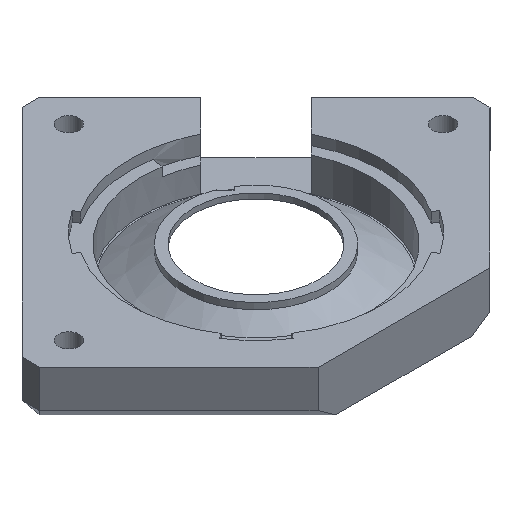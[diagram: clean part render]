
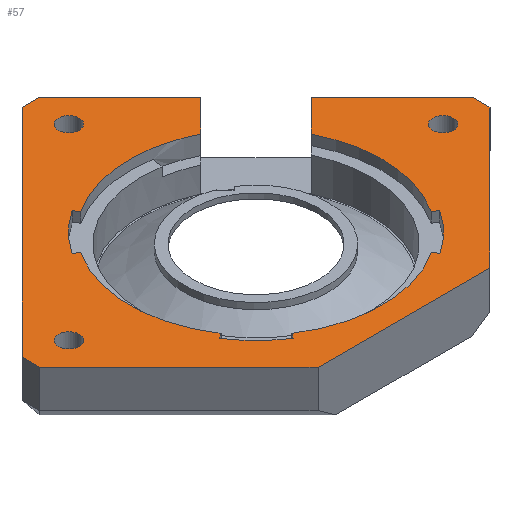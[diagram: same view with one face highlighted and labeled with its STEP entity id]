
A CAD part, isometric view. The second image highlights one B-rep face of the part: STEP entity #57.
In plain terms, the highlighted planar face has unit normal (0, 0, 1).
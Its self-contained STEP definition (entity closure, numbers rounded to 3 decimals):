
#21 = EDGE_CURVE('',#22,#24,#26,.T.);
#22 = VERTEX_POINT('',#23);
#23 = CARTESIAN_POINT('',(1.414,36.086,0.));
#24 = VERTEX_POINT('',#25);
#25 = CARTESIAN_POINT('',(14.331,23.169,0.));
#26 = LINE('',#27,#28);
#27 = CARTESIAN_POINT('',(0.,37.5,0.));
#28 = VECTOR('',#29,1.);
#29 = DIRECTION('',(0.707,-0.707,0.));
#57 = ADVANCED_FACE('',(#58,#259,#270,#281),#292,.F.);
#58 = FACE_BOUND('',#59,.F.);
#59 = EDGE_LOOP('',(#60,#68,#69,#77,#86,#95,#103,#112,#120,#129,#137,
    #146,#154,#163,#171,#180,#188,#197,#205,#213,#221,#229,#237,#245,
    #253));
#60 = ORIENTED_EDGE('',*,*,#61,.F.);
#61 = EDGE_CURVE('',#22,#62,#64,.T.);
#62 = VERTEX_POINT('',#63);
#63 = CARTESIAN_POINT('',(-1.414,36.086,0.));
#64 = LINE('',#65,#66);
#65 = CARTESIAN_POINT('',(0.,36.086,0.));
#66 = VECTOR('',#67,1.);
#67 = DIRECTION('',(-1.,0.,0.));
#68 = ORIENTED_EDGE('',*,*,#21,.T.);
#69 = ORIENTED_EDGE('',*,*,#70,.F.);
#70 = EDGE_CURVE('',#71,#24,#73,.T.);
#71 = VERTEX_POINT('',#72);
#72 = CARTESIAN_POINT('',(9.2,18.039,0.));
#73 = LINE('',#74,#75);
#74 = CARTESIAN_POINT('',(7.071,15.91,0.));
#75 = VECTOR('',#76,1.);
#76 = DIRECTION('',(0.707,0.707,0.));
#77 = ORIENTED_EDGE('',*,*,#78,.T.);
#78 = EDGE_CURVE('',#71,#79,#81,.T.);
#79 = VERTEX_POINT('',#80);
#80 = CARTESIAN_POINT('',(3.476,19.949,0.));
#81 = CIRCLE('',#82,20.25);
#82 = AXIS2_PLACEMENT_3D('',#83,#84,#85);
#83 = CARTESIAN_POINT('',(0.,0.,0.));
#84 = DIRECTION('',(0.,0.,1.));
#85 = DIRECTION('',(1.,0.,0.));
#86 = ORIENTED_EDGE('',*,*,#87,.T.);
#87 = EDGE_CURVE('',#79,#88,#90,.T.);
#88 = VERTEX_POINT('',#89);
#89 = CARTESIAN_POINT('',(-11.18,16.884,0.));
#90 = CIRCLE('',#91,20.25);
#91 = AXIS2_PLACEMENT_3D('',#92,#93,#94);
#92 = CARTESIAN_POINT('',(0.,0.,0.));
#93 = DIRECTION('',(0.,0.,1.));
#94 = DIRECTION('',(1.,0.,0.));
#95 = ORIENTED_EDGE('',*,*,#96,.T.);
#96 = EDGE_CURVE('',#88,#97,#99,.T.);
#97 = VERTEX_POINT('',#98);
#98 = CARTESIAN_POINT('',(-11.732,17.718,0.));
#99 = LINE('',#100,#101);
#100 = CARTESIAN_POINT('',(-11.18,16.884,0.));
#101 = VECTOR('',#102,1.);
#102 = DIRECTION('',(-0.552,0.834,0.));
#103 = ORIENTED_EDGE('',*,*,#104,.T.);
#104 = EDGE_CURVE('',#97,#105,#107,.T.);
#105 = VERTEX_POINT('',#106);
#106 = CARTESIAN_POINT('',(-17.678,11.792,0.));
#107 = CIRCLE('',#108,21.25);
#108 = AXIS2_PLACEMENT_3D('',#109,#110,#111);
#109 = CARTESIAN_POINT('',(0.,0.,0.));
#110 = DIRECTION('',(0.,0.,1.));
#111 = DIRECTION('',(1.,0.,0.));
#112 = ORIENTED_EDGE('',*,*,#113,.F.);
#113 = EDGE_CURVE('',#114,#105,#116,.T.);
#114 = VERTEX_POINT('',#115);
#115 = CARTESIAN_POINT('',(-16.846,11.237,0.));
#116 = LINE('',#117,#118);
#117 = CARTESIAN_POINT('',(-16.846,11.237,0.));
#118 = VECTOR('',#119,1.);
#119 = DIRECTION('',(-0.832,0.555,0.));
#120 = ORIENTED_EDGE('',*,*,#121,.T.);
#121 = EDGE_CURVE('',#114,#122,#124,.T.);
#122 = VERTEX_POINT('',#123);
#123 = CARTESIAN_POINT('',(-16.842,-11.243,0.));
#124 = CIRCLE('',#125,20.25);
#125 = AXIS2_PLACEMENT_3D('',#126,#127,#128);
#126 = CARTESIAN_POINT('',(0.,0.,0.));
#127 = DIRECTION('',(0.,0.,1.));
#128 = DIRECTION('',(1.,0.,0.));
#129 = ORIENTED_EDGE('',*,*,#130,.T.);
#130 = EDGE_CURVE('',#122,#131,#133,.T.);
#131 = VERTEX_POINT('',#132);
#132 = CARTESIAN_POINT('',(-17.674,-11.799,0.));
#133 = LINE('',#134,#135);
#134 = CARTESIAN_POINT('',(-16.842,-11.243,0.));
#135 = VECTOR('',#136,1.);
#136 = DIRECTION('',(-0.832,-0.555,0.));
#137 = ORIENTED_EDGE('',*,*,#138,.T.);
#138 = EDGE_CURVE('',#131,#139,#141,.T.);
#139 = VERTEX_POINT('',#140);
#140 = CARTESIAN_POINT('',(-11.725,-17.722,0.));
#141 = CIRCLE('',#142,21.25);
#142 = AXIS2_PLACEMENT_3D('',#143,#144,#145);
#143 = CARTESIAN_POINT('',(0.,0.,0.));
#144 = DIRECTION('',(0.,0.,1.));
#145 = DIRECTION('',(1.,0.,0.));
#146 = ORIENTED_EDGE('',*,*,#147,.F.);
#147 = EDGE_CURVE('',#148,#139,#150,.T.);
#148 = VERTEX_POINT('',#149);
#149 = CARTESIAN_POINT('',(-11.173,-16.888,0.));
#150 = LINE('',#151,#152);
#151 = CARTESIAN_POINT('',(-11.173,-16.888,0.));
#152 = VECTOR('',#153,1.);
#153 = DIRECTION('',(-0.552,-0.834,0.));
#154 = ORIENTED_EDGE('',*,*,#155,.T.);
#155 = EDGE_CURVE('',#148,#156,#158,.T.);
#156 = VERTEX_POINT('',#157);
#157 = CARTESIAN_POINT('',(11.257,-16.833,0.));
#158 = CIRCLE('',#159,20.25);
#159 = AXIS2_PLACEMENT_3D('',#160,#161,#162);
#160 = CARTESIAN_POINT('',(0.,0.,0.));
#161 = DIRECTION('',(0.,0.,1.));
#162 = DIRECTION('',(1.,0.,0.));
#163 = ORIENTED_EDGE('',*,*,#164,.T.);
#164 = EDGE_CURVE('',#156,#165,#167,.T.);
#165 = VERTEX_POINT('',#166);
#166 = CARTESIAN_POINT('',(11.812,-17.664,0.));
#167 = LINE('',#168,#169);
#168 = CARTESIAN_POINT('',(11.257,-16.833,0.));
#169 = VECTOR('',#170,1.);
#170 = DIRECTION('',(0.556,-0.831,0.));
#171 = ORIENTED_EDGE('',*,*,#172,.T.);
#172 = EDGE_CURVE('',#165,#173,#175,.T.);
#173 = VERTEX_POINT('',#174);
#174 = CARTESIAN_POINT('',(17.732,-11.711,0.));
#175 = CIRCLE('',#176,21.25);
#176 = AXIS2_PLACEMENT_3D('',#177,#178,#179);
#177 = CARTESIAN_POINT('',(0.,0.,0.));
#178 = DIRECTION('',(0.,0.,1.));
#179 = DIRECTION('',(1.,0.,0.));
#180 = ORIENTED_EDGE('',*,*,#181,.F.);
#181 = EDGE_CURVE('',#182,#173,#184,.T.);
#182 = VERTEX_POINT('',#183);
#183 = CARTESIAN_POINT('',(16.897,-11.16,0.));
#184 = LINE('',#185,#186);
#185 = CARTESIAN_POINT('',(16.897,-11.16,0.));
#186 = VECTOR('',#187,1.);
#187 = DIRECTION('',(0.834,-0.551,0.));
#188 = ORIENTED_EDGE('',*,*,#189,.T.);
#189 = EDGE_CURVE('',#182,#190,#192,.T.);
#190 = VERTEX_POINT('',#191);
#191 = CARTESIAN_POINT('',(18.039,9.2,0.));
#192 = CIRCLE('',#193,20.25);
#193 = AXIS2_PLACEMENT_3D('',#194,#195,#196);
#194 = CARTESIAN_POINT('',(0.,0.,0.));
#195 = DIRECTION('',(0.,0.,1.));
#196 = DIRECTION('',(1.,0.,0.));
#197 = ORIENTED_EDGE('',*,*,#198,.F.);
#198 = EDGE_CURVE('',#199,#190,#201,.T.);
#199 = VERTEX_POINT('',#200);
#200 = CARTESIAN_POINT('',(23.169,14.331,0.));
#201 = LINE('',#202,#203);
#202 = CARTESIAN_POINT('',(26.517,17.678,0.));
#203 = VECTOR('',#204,1.);
#204 = DIRECTION('',(-0.707,-0.707,0.));
#205 = ORIENTED_EDGE('',*,*,#206,.T.);
#206 = EDGE_CURVE('',#199,#207,#209,.T.);
#207 = VERTEX_POINT('',#208);
#208 = CARTESIAN_POINT('',(36.086,1.414,0.));
#209 = LINE('',#210,#211);
#210 = CARTESIAN_POINT('',(0.,37.5,0.));
#211 = VECTOR('',#212,1.);
#212 = DIRECTION('',(0.707,-0.707,0.));
#213 = ORIENTED_EDGE('',*,*,#214,.T.);
#214 = EDGE_CURVE('',#207,#215,#217,.T.);
#215 = VERTEX_POINT('',#216);
#216 = CARTESIAN_POINT('',(36.086,-1.414,0.));
#217 = LINE('',#218,#219);
#218 = CARTESIAN_POINT('',(36.086,0.,0.));
#219 = VECTOR('',#220,1.);
#220 = DIRECTION('',(0.,-1.,0.));
#221 = ORIENTED_EDGE('',*,*,#222,.T.);
#222 = EDGE_CURVE('',#215,#223,#225,.T.);
#223 = VERTEX_POINT('',#224);
#224 = CARTESIAN_POINT('',(13.781,-23.719,0.));
#225 = LINE('',#226,#227);
#226 = CARTESIAN_POINT('',(37.5,0.,0.));
#227 = VECTOR('',#228,1.);
#228 = DIRECTION('',(-0.707,-0.707,0.));
#229 = ORIENTED_EDGE('',*,*,#230,.F.);
#230 = EDGE_CURVE('',#231,#223,#233,.T.);
#231 = VERTEX_POINT('',#232);
#232 = CARTESIAN_POINT('',(-13.781,-23.719,0.));
#233 = LINE('',#234,#235);
#234 = CARTESIAN_POINT('',(2.55,-23.719,0.));
#235 = VECTOR('',#236,1.);
#236 = DIRECTION('',(1.,-0.,0.));
#237 = ORIENTED_EDGE('',*,*,#238,.T.);
#238 = EDGE_CURVE('',#231,#239,#241,.T.);
#239 = VERTEX_POINT('',#240);
#240 = CARTESIAN_POINT('',(-36.086,-1.414,0.));
#241 = LINE('',#242,#243);
#242 = CARTESIAN_POINT('',(0.,-37.5,0.));
#243 = VECTOR('',#244,1.);
#244 = DIRECTION('',(-0.707,0.707,0.));
#245 = ORIENTED_EDGE('',*,*,#246,.F.);
#246 = EDGE_CURVE('',#247,#239,#249,.T.);
#247 = VERTEX_POINT('',#248);
#248 = CARTESIAN_POINT('',(-36.086,1.414,0.));
#249 = LINE('',#250,#251);
#250 = CARTESIAN_POINT('',(-36.086,0.,0.));
#251 = VECTOR('',#252,1.);
#252 = DIRECTION('',(0.,-1.,0.));
#253 = ORIENTED_EDGE('',*,*,#254,.T.);
#254 = EDGE_CURVE('',#247,#62,#255,.T.);
#255 = LINE('',#256,#257);
#256 = CARTESIAN_POINT('',(-37.5,0.,0.));
#257 = VECTOR('',#258,1.);
#258 = DIRECTION('',(0.707,0.707,0.));
#259 = FACE_BOUND('',#260,.F.);
#260 = EDGE_LOOP('',(#261));
#261 = ORIENTED_EDGE('',*,*,#262,.T.);
#262 = EDGE_CURVE('',#263,#263,#265,.T.);
#263 = VERTEX_POINT('',#264);
#264 = CARTESIAN_POINT('',(31.675,0.,0.));
#265 = CIRCLE('',#266,1.675);
#266 = AXIS2_PLACEMENT_3D('',#267,#268,#269);
#267 = CARTESIAN_POINT('',(30.,0.,0.));
#268 = DIRECTION('',(0.,0.,1.));
#269 = DIRECTION('',(1.,0.,0.));
#270 = FACE_BOUND('',#271,.F.);
#271 = EDGE_LOOP('',(#272));
#272 = ORIENTED_EDGE('',*,*,#273,.T.);
#273 = EDGE_CURVE('',#274,#274,#276,.T.);
#274 = VERTEX_POINT('',#275);
#275 = CARTESIAN_POINT('',(-28.325,0.,0.));
#276 = CIRCLE('',#277,1.675);
#277 = AXIS2_PLACEMENT_3D('',#278,#279,#280);
#278 = CARTESIAN_POINT('',(-30.,0.,0.));
#279 = DIRECTION('',(0.,0.,1.));
#280 = DIRECTION('',(1.,0.,0.));
#281 = FACE_BOUND('',#282,.F.);
#282 = EDGE_LOOP('',(#283));
#283 = ORIENTED_EDGE('',*,*,#284,.T.);
#284 = EDGE_CURVE('',#285,#285,#287,.T.);
#285 = VERTEX_POINT('',#286);
#286 = CARTESIAN_POINT('',(1.675,30.,0.));
#287 = CIRCLE('',#288,1.675);
#288 = AXIS2_PLACEMENT_3D('',#289,#290,#291);
#289 = CARTESIAN_POINT('',(0.,30.,0.));
#290 = DIRECTION('',(0.,0.,1.));
#291 = DIRECTION('',(1.,0.,0.));
#292 = PLANE('',#293);
#293 = AXIS2_PLACEMENT_3D('',#294,#295,#296);
#294 = CARTESIAN_POINT('',(0.,0.,0.));
#295 = DIRECTION('',(-0.,-0.,-1.));
#296 = DIRECTION('',(-1.,0.,0.));
